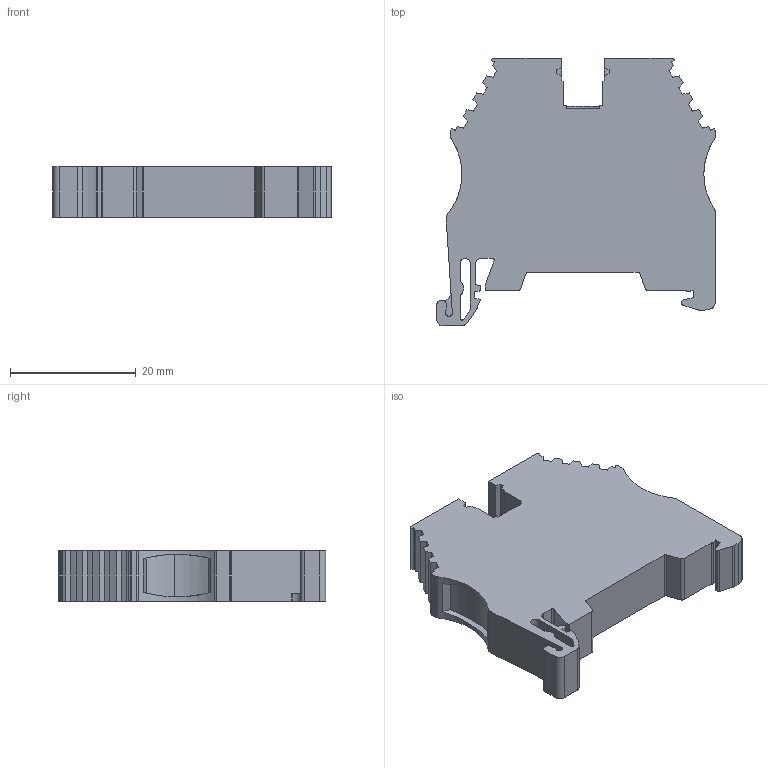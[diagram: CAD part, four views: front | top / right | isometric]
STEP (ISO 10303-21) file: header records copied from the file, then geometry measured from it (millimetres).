
FILE_DESCRIPTION (( 'STEP AP214' ), '1' );
FILE_NAME ('304143_AVK 6_Yellow.STEP', '2013-11-11T11:15:32', ( 'arge' ), ( 'Microsoft' ), 'SwSTEP 2.0', 'SolidWorks 2013', '' );
FILE_SCHEMA (( 'AUTOMOTIVE_DESIGN' ));
Length unit declared in the file: millimetre
Products named in the file (1): 304143_AVK 6_Yellow
Bounding box: 44.2 x 42.5 x 8 mm (x, y, z)
Volume: 10439.8 mm3; surface area: 4742.3 mm2
Topology: 1 solids, 1 shells, 211 faces, 610 edges, 406 vertices
Faces by surface type: plane 145, cylinder 66
Entity records: 7036 total; most frequent: CARTESIAN_POINT 1374, ORIENTED_EDGE 1220, DIRECTION 1128, EDGE_CURVE 610, VECTOR 472, LINE 472, VERTEX_POINT 406, AXIS2_PLACEMENT_3D 328
